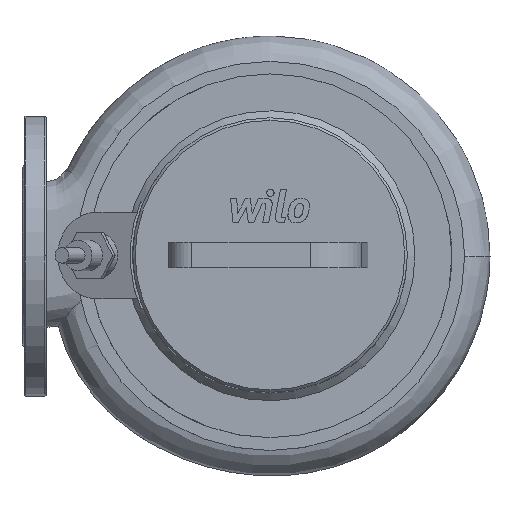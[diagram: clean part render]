
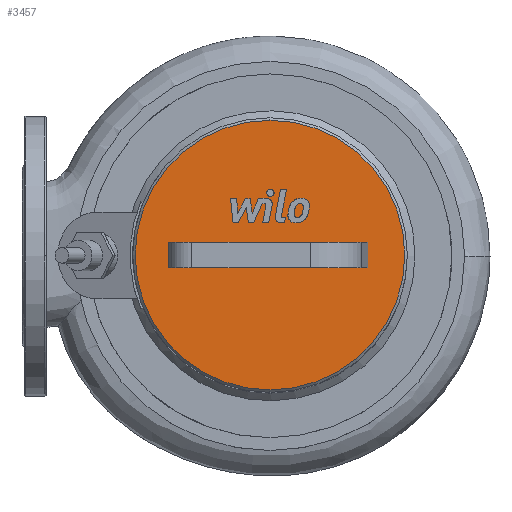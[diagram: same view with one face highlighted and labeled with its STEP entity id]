
A CAD part, top view. The second image highlights one B-rep face of the part: STEP entity #3457.
In plain terms, the highlighted planar face has unit normal (0, 0, 1).
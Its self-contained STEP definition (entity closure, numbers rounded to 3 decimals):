
#1945=CARTESIAN_POINT('',(195.,-106.,486.0));
#1946=VERTEX_POINT('',#1945);
#1962=CARTESIAN_POINT('',(195.,106.,486.0));
#1963=VERTEX_POINT('',#1962);
#1970=CARTESIAN_POINT('',(195.0,0.,486.0));
#1971=DIRECTION('',(0.0,0.0,-1.0));
#1972=DIRECTION('',(0.0,-1.0,0.0));
#1973=AXIS2_PLACEMENT_3D('',#1970,#1971,#1972);
#1974=CIRCLE('',#1973,106.0);
#1975=EDGE_CURVE('',#1963,#1946,#1974,.T.);
#2301=CARTESIAN_POINT('',(138.5,10.,486.0));
#2302=VERTEX_POINT('',#2301);
#2309=CARTESIAN_POINT('',(138.5,-10.,486.0));
#2310=VERTEX_POINT('',#2309);
#2311=CARTESIAN_POINT('',(138.5,-10.,486.0));
#2312=DIRECTION('',(0.0,1.0,0.0));
#2313=VECTOR('',#2312,20.0);
#2314=LINE('',#2311,#2313);
#2315=EDGE_CURVE('',#2310,#2302,#2314,.T.);
#2429=CARTESIAN_POINT('',(157.102,10.,486.0));
#2430=VERTEX_POINT('',#2429);
#2437=CARTESIAN_POINT('',(138.5,10.,486.0));
#2438=DIRECTION('',(1.0,0.0,0.0));
#2439=VECTOR('',#2438,18.602);
#2440=LINE('',#2437,#2439);
#2441=EDGE_CURVE('',#2302,#2430,#2440,.T.);
#2463=CARTESIAN_POINT('',(272.0,10.,486.0));
#2464=VERTEX_POINT('',#2463);
#2471=CARTESIAN_POINT('',(253.398,10.,486.0));
#2472=VERTEX_POINT('',#2471);
#2473=CARTESIAN_POINT('',(253.398,10.,486.0));
#2474=DIRECTION('',(1.0,0.0,0.0));
#2475=VECTOR('',#2474,18.602);
#2476=LINE('',#2473,#2475);
#2477=EDGE_CURVE('',#2472,#2464,#2476,.T.);
#2525=CARTESIAN_POINT('',(157.102,-10.,486.0));
#2526=VERTEX_POINT('',#2525);
#2533=CARTESIAN_POINT('',(157.102,-10.,486.0));
#2534=DIRECTION('',(0.0,1.0,0.0));
#2535=VECTOR('',#2534,20.0);
#2536=LINE('',#2533,#2535);
#2537=EDGE_CURVE('',#2526,#2430,#2536,.T.);
#2548=CARTESIAN_POINT('',(253.398,-10.,486.0));
#2549=VERTEX_POINT('',#2548);
#2550=CARTESIAN_POINT('',(253.398,-10.,486.0));
#2551=DIRECTION('',(0.0,1.0,0.0));
#2552=VECTOR('',#2551,20.0);
#2553=LINE('',#2550,#2552);
#2554=EDGE_CURVE('',#2549,#2472,#2553,.T.);
#2574=CARTESIAN_POINT('',(272.0,-10.,486.0));
#2575=VERTEX_POINT('',#2574);
#2576=CARTESIAN_POINT('',(272.0,-10.,486.0));
#2577=DIRECTION('',(-1.0,0.0,0.0));
#2578=VECTOR('',#2577,18.602);
#2579=LINE('',#2576,#2578);
#2580=EDGE_CURVE('',#2575,#2549,#2579,.T.);
#2608=CARTESIAN_POINT('',(157.102,-10.,486.0));
#2609=DIRECTION('',(-1.0,0.0,0.0));
#2610=VECTOR('',#2609,18.602);
#2611=LINE('',#2608,#2610);
#2612=EDGE_CURVE('',#2526,#2310,#2611,.T.);
#2663=CARTESIAN_POINT('',(272.0,10.,486.0));
#2664=DIRECTION('',(0.0,-1.0,0.0));
#2665=VECTOR('',#2664,20.0);
#2666=LINE('',#2663,#2665);
#2667=EDGE_CURVE('',#2464,#2575,#2666,.T.);
#3430=CARTESIAN_POINT('',(195.0,-53.,486.0));
#3431=DIRECTION('',(0.0,0.0,1.0));
#3432=DIRECTION('',(-1.0,0.0,0.0));
#3433=AXIS2_PLACEMENT_3D('',#3430,#3431,#3432);
#3434=PLANE('',#3433);
#3435=CARTESIAN_POINT('',(195.0,0.,486.0));
#3436=DIRECTION('',(0.0,0.0,-1.0));
#3437=DIRECTION('',(0.0,-1.0,0.0));
#3438=AXIS2_PLACEMENT_3D('',#3435,#3436,#3437);
#3439=CIRCLE('',#3438,106.0);
#3440=EDGE_CURVE('',#1946,#1963,#3439,.T.);
#3441=ORIENTED_EDGE('',*,*,#3440,.F.);
#3442=ORIENTED_EDGE('',*,*,#1975,.F.);
#3443=EDGE_LOOP('',(#3441,#3442));
#3444=FACE_OUTER_BOUND('',#3443,.T.);
#3445=ORIENTED_EDGE('',*,*,#2477,.T.);
#3446=ORIENTED_EDGE('',*,*,#2667,.T.);
#3447=ORIENTED_EDGE('',*,*,#2580,.T.);
#3448=ORIENTED_EDGE('',*,*,#2554,.T.);
#3449=EDGE_LOOP('',(#3445,#3446,#3447,#3448));
#3450=FACE_BOUND('',#3449,.T.);
#3451=ORIENTED_EDGE('',*,*,#2537,.F.);
#3452=ORIENTED_EDGE('',*,*,#2612,.T.);
#3453=ORIENTED_EDGE('',*,*,#2315,.T.);
#3454=ORIENTED_EDGE('',*,*,#2441,.T.);
#3455=EDGE_LOOP('',(#3451,#3452,#3453,#3454));
#3456=FACE_BOUND('',#3455,.T.);
#3457=ADVANCED_FACE('',(#3444,#3450,#3456),#3434,.T.);
